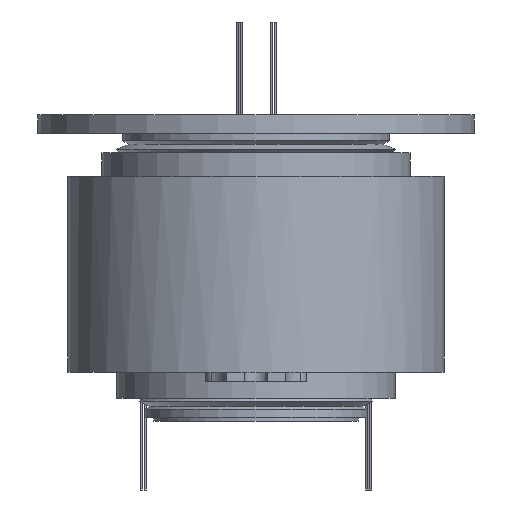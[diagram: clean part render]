
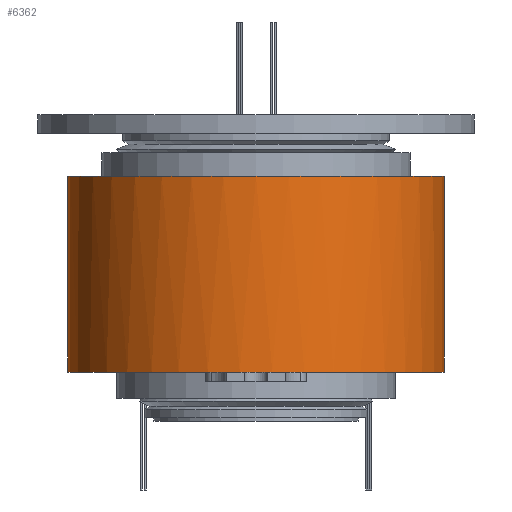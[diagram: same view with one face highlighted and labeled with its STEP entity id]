
A CAD part, front view. The second image highlights one B-rep face of the part: STEP entity #6362.
In plain terms, the highlighted cylindrical face has radius 101.5 mm (diameter 203 mm), a partial arc.
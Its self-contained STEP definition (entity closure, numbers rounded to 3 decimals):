
#375 = DIRECTION ( 'NONE',  ( 1., 0., 0. ) ) ;
#741 = VERTEX_POINT ( 'NONE', #7692 ) ;
#1155 = VECTOR ( 'NONE', #7000, 1000. ) ;
#1481 = DIRECTION ( 'NONE',  ( 0., 0., 1. ) ) ;
#1777 = VERTEX_POINT ( 'NONE', #4598 ) ;
#1945 = DIRECTION ( 'NONE',  ( 1., 0., 0. ) ) ;
#2103 = AXIS2_PLACEMENT_3D ( 'NONE', #7640, #5000, #3708 ) ;
#2522 = CARTESIAN_POINT ( 'NONE',  ( -226.908, -33.833, 61.917 ) ) ;
#2954 = DIRECTION ( 'NONE',  ( 0., 0., 1. ) ) ;
#3107 = DIRECTION ( 'NONE',  ( 0., 0., 1. ) ) ;
#3358 = EDGE_CURVE ( 'NONE', #5872, #15444, #13203, .T. ) ;
#3362 = EDGE_CURVE ( 'NONE', #741, #1777, #7175, .T. ) ;
#3681 = CIRCLE ( 'NONE', #2103, 101.5 ) ;
#3708 = DIRECTION ( 'NONE',  ( 1., 0., 0. ) ) ;
#3765 = DIRECTION ( 'NONE',  ( 0., 0., 1. ) ) ;
#3817 = EDGE_CURVE ( 'NONE', #4405, #741, #15914, .T. ) ;
#4405 = VERTEX_POINT ( 'NONE', #5652 ) ;
#4598 = CARTESIAN_POINT ( 'NONE',  ( -23.908, -33.833, 61.917 ) ) ;
#5000 = DIRECTION ( 'NONE',  ( 0., 0., 1. ) ) ;
#5015 = ORIENTED_EDGE ( 'NONE', *, *, #3358, .T. ) ;
#5041 = VERTEX_POINT ( 'NONE', #2522 ) ;
#5162 = CARTESIAN_POINT ( 'NONE',  ( -125.408, -33.833, -43.583 ) ) ;
#5321 = ORIENTED_EDGE ( 'NONE', *, *, #13708, .F. ) ;
#5474 = EDGE_CURVE ( 'NONE', #5872, #5041, #17928, .T. ) ;
#5652 = CARTESIAN_POINT ( 'NONE',  ( -99.41, -131.947, -43.583 ) ) ;
#5872 = VERTEX_POINT ( 'NONE', #8030 ) ;
#6362 = ADVANCED_FACE ( 'NONE', ( #15819 ), #16378, .T. ) ;
#6408 = CARTESIAN_POINT ( 'NONE',  ( -125.408, -33.833, 89.161 ) ) ;
#6615 = AXIS2_PLACEMENT_3D ( 'NONE', #17411, #1481, #10379 ) ;
#6735 = CARTESIAN_POINT ( 'NONE',  ( -226.908, -33.833, 89.161 ) ) ;
#6876 = CARTESIAN_POINT ( 'NONE',  ( -23.908, -33.833, 89.161 ) ) ;
#7000 = DIRECTION ( 'NONE',  ( 0., 0., 1. ) ) ;
#7175 = LINE ( 'NONE', #6876, #1155 ) ;
#7640 = CARTESIAN_POINT ( 'NONE',  ( -125.408, -33.833, 61.917 ) ) ;
#7692 = CARTESIAN_POINT ( 'NONE',  ( -23.908, -33.833, -43.583 ) ) ;
#7853 = DIRECTION ( 'NONE',  ( 0., 0., 1. ) ) ;
#8030 = CARTESIAN_POINT ( 'NONE',  ( -226.908, -33.833, -43.583 ) ) ;
#8840 = CIRCLE ( 'NONE', #6615, 101.5 ) ;
#10379 = DIRECTION ( 'NONE',  ( 1., 0., 0. ) ) ;
#10417 = ORIENTED_EDGE ( 'NONE', *, *, #3362, .T. ) ;
#11060 = ORIENTED_EDGE ( 'NONE', *, *, #12206, .T. ) ;
#11193 = DIRECTION ( 'NONE',  ( 1., 0., 0. ) ) ;
#11393 = AXIS2_PLACEMENT_3D ( 'NONE', #16190, #3107, #375 ) ;
#12206 = EDGE_CURVE ( 'NONE', #15444, #4405, #8840, .T. ) ;
#13203 = CIRCLE ( 'NONE', #13255, 101.5 ) ;
#13255 = AXIS2_PLACEMENT_3D ( 'NONE', #5162, #3765, #11193 ) ;
#13708 = EDGE_CURVE ( 'NONE', #5041, #1777, #3681, .T. ) ;
#13836 = CARTESIAN_POINT ( 'NONE',  ( -151.405, -131.947, -43.583 ) ) ;
#15444 = VERTEX_POINT ( 'NONE', #13836 ) ;
#15617 = EDGE_LOOP ( 'NONE', ( #16943, #5015, #11060, #17755, #10417, #5321 ) ) ;
#15819 = FACE_OUTER_BOUND ( 'NONE', #15617, .T. ) ;
#15914 = CIRCLE ( 'NONE', #11393, 101.5 ) ;
#16190 = CARTESIAN_POINT ( 'NONE',  ( -125.408, -33.833, -43.583 ) ) ;
#16378 = CYLINDRICAL_SURFACE ( 'NONE', #17297, 101.5 ) ;
#16943 = ORIENTED_EDGE ( 'NONE', *, *, #5474, .F. ) ;
#17297 = AXIS2_PLACEMENT_3D ( 'NONE', #6408, #7853, #1945 ) ;
#17411 = CARTESIAN_POINT ( 'NONE',  ( -125.408, -33.833, -43.583 ) ) ;
#17730 = VECTOR ( 'NONE', #2954, 1000. ) ;
#17755 = ORIENTED_EDGE ( 'NONE', *, *, #3817, .T. ) ;
#17928 = LINE ( 'NONE', #6735, #17730 ) ;
